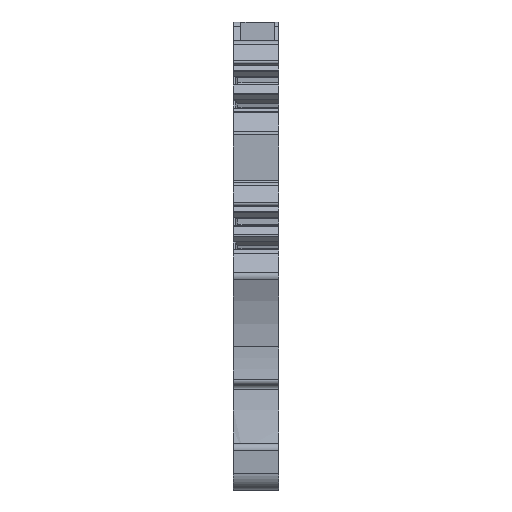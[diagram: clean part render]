
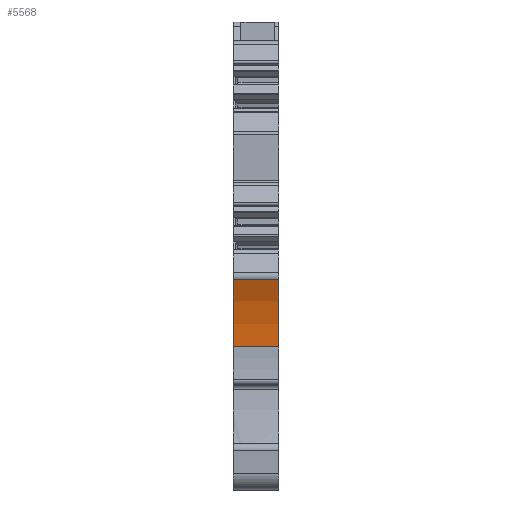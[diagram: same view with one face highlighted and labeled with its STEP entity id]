
A CAD part, front view. The second image highlights one B-rep face of the part: STEP entity #5568.
In plain terms, the highlighted cylindrical face has radius 20 mm (diameter 40 mm), a partial arc.
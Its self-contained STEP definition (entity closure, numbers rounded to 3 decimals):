
#1533=AXIS2_PLACEMENT_3D('Circle Axis2P3D',#1531,#1532,$) ;
#5548=AXIS2_PLACEMENT_3D('Cylinder Axis2P3D',#5545,#5546,#5547) ;
#5552=AXIS2_PLACEMENT_3D('Circle Axis2P3D',#5550,#5551,$) ;
#1528=CARTESIAN_POINT('Vertex',(5.1,0.086,23.838)) ;
#1531=CARTESIAN_POINT('Axis2P3D Location',(5.1,-18.112,15.54)) ;
#1535=CARTESIAN_POINT('Vertex',(5.1,1.877,16.2)) ;
#5530=CARTESIAN_POINT('Vertex',(0.,0.086,23.838)) ;
#5533=CARTESIAN_POINT('Line Origine',(2.55,0.086,23.838)) ;
#5545=CARTESIAN_POINT('Axis2P3D Location',(2.55,-18.112,15.54)) ;
#5550=CARTESIAN_POINT('Axis2P3D Location',(0.,-18.112,15.54)) ;
#5554=CARTESIAN_POINT('Vertex',(0.,1.877,16.2)) ;
#5557=CARTESIAN_POINT('Line Origine',(2.55,1.877,16.2)) ;
#1532=DIRECTION('Axis2P3D Direction',(1.,0.,0.)) ;
#5534=DIRECTION('Vector Direction',(1.,0.,0.)) ;
#5546=DIRECTION('Axis2P3D Direction',(1.,0.,0.)) ;
#5547=DIRECTION('Axis2P3D XDirection',(0.,0.999,0.033)) ;
#5551=DIRECTION('Axis2P3D Direction',(1.,0.,0.)) ;
#5558=DIRECTION('Vector Direction',(1.,0.,0.)) ;
#5535=VECTOR('Line Direction',#5534,1.) ;
#5559=VECTOR('Line Direction',#5558,1.) ;
#5563=ORIENTED_EDGE('',*,*,#5537,.F.) ;
#5564=ORIENTED_EDGE('',*,*,#5556,.T.) ;
#5565=ORIENTED_EDGE('',*,*,#5561,.T.) ;
#5566=ORIENTED_EDGE('',*,*,#1537,.F.) ;
#5568=ADVANCED_FACE('KLTR',(#5567),#5549,.F.) ;
#1534=CIRCLE('generated circle',#1533,20.) ;
#5553=CIRCLE('generated circle',#5552,20.) ;
#5549=CYLINDRICAL_SURFACE('generated cylinder',#5548,20.) ;
#1537=EDGE_CURVE('',#1529,#1536,#1534,.F.) ;
#5537=EDGE_CURVE('',#5531,#1529,#5536,.T.) ;
#5556=EDGE_CURVE('',#5531,#5555,#5553,.F.) ;
#5561=EDGE_CURVE('',#5555,#1536,#5560,.T.) ;
#5562=EDGE_LOOP('',(#5563,#5564,#5565,#5566)) ;
#5567=FACE_OUTER_BOUND('',#5562,.T.) ;
#5536=LINE('Line',#5533,#5535) ;
#5560=LINE('Line',#5557,#5559) ;
#1529=VERTEX_POINT('',#1528) ;
#1536=VERTEX_POINT('',#1535) ;
#5531=VERTEX_POINT('',#5530) ;
#5555=VERTEX_POINT('',#5554) ;
